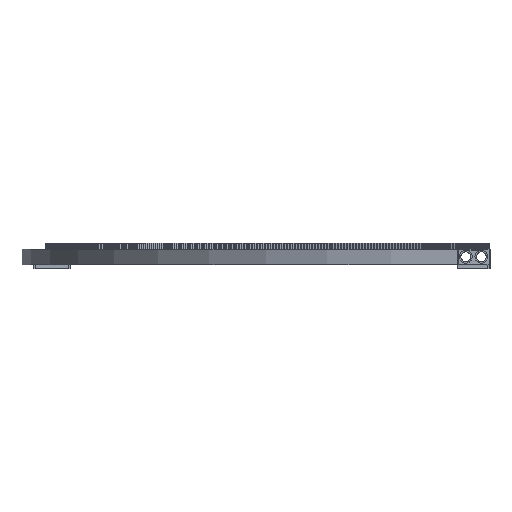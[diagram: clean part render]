
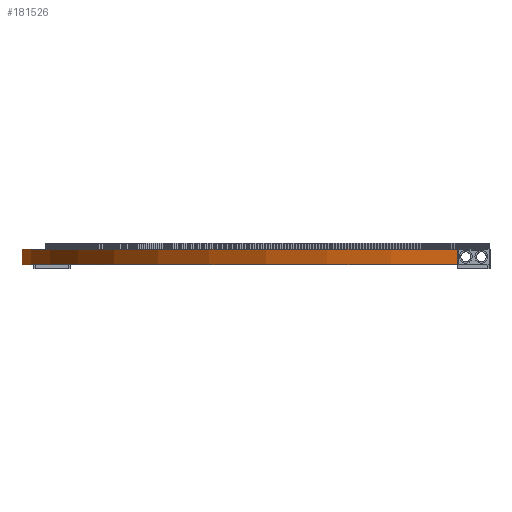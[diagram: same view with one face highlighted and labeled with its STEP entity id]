
A CAD part, left-side view. The second image highlights one B-rep face of the part: STEP entity #181526.
In plain terms, the highlighted cylindrical face has radius 239.9 mm (diameter 479.8 mm), a partial arc.
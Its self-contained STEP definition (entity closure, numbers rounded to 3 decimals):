
#284 = PLANE('',#285);
#285 = AXIS2_PLACEMENT_3D('',#286,#287,#288);
#286 = CARTESIAN_POINT('',(-38.909,38.909,3.4));
#287 = DIRECTION('',(-0.,0.,-1.));
#288 = DIRECTION('',(0.707,0.707,0.));
#65707 = VERTEX_POINT('',#65708);
#65708 = CARTESIAN_POINT('',(-119.883,-103.483,3.4));
#65722 = PLANE('',#65723);
#65723 = AXIS2_PLACEMENT_3D('',#65724,#65725,#65726);
#65724 = CARTESIAN_POINT('',(-72.517,-103.483,-4.4));
#65725 = DIRECTION('',(0.,1.,0.));
#65726 = DIRECTION('',(0.,0.,1.));
#65734 = EDGE_CURVE('',#65707,#65735,#65737,.T.);
#65735 = VERTEX_POINT('',#65736);
#65736 = CARTESIAN_POINT('',(103.483,119.883,3.4));
#65737 = SURFACE_CURVE('',#65738,(#65743,#65750),.PCURVE_S1.);
#65738 = CIRCLE('',#65739,239.9);
#65739 = AXIS2_PLACEMENT_3D('',#65740,#65741,#65742);
#65740 = CARTESIAN_POINT('',(119.483,-119.483,3.4));
#65741 = DIRECTION('',(-0.,0.,-1.));
#65742 = DIRECTION('',(-1.,0.,0.));
#65743 = PCURVE('',#284,#65744);
#65744 = DEFINITIONAL_REPRESENTATION('',(#65745),#65749);
#65745 = CIRCLE('',#65746,239.9);
#65746 = AXIS2_PLACEMENT_2D('',#65747,#65748);
#65747 = CARTESIAN_POINT('',(0.,224.));
#65748 = DIRECTION('',(-0.707,-0.707));
#65749 = ( GEOMETRIC_REPRESENTATION_CONTEXT(2) 
PARAMETRIC_REPRESENTATION_CONTEXT() REPRESENTATION_CONTEXT('2D SPACE',''
  ) );
#65750 = PCURVE('',#65751,#65756);
#65751 = CYLINDRICAL_SURFACE('',#65752,239.9);
#65752 = AXIS2_PLACEMENT_3D('',#65753,#65754,#65755);
#65753 = CARTESIAN_POINT('',(119.483,-119.483,-4.4));
#65754 = DIRECTION('',(0.,-0.,1.));
#65755 = DIRECTION('',(-1.,0.,0.));
#65756 = DEFINITIONAL_REPRESENTATION('',(#65757),#65761);
#65757 = LINE('',#65758,#65759);
#65758 = CARTESIAN_POINT('',(-0.,7.8));
#65759 = VECTOR('',#65760,1.);
#65760 = DIRECTION('',(-1.,0.));
#65761 = ( GEOMETRIC_REPRESENTATION_CONTEXT(2) 
PARAMETRIC_REPRESENTATION_CONTEXT() REPRESENTATION_CONTEXT('2D SPACE',''
  ) );
#65779 = PLANE('',#65780);
#65780 = AXIS2_PLACEMENT_3D('',#65781,#65782,#65783);
#65781 = CARTESIAN_POINT('',(103.483,136.517,-4.4));
#65782 = DIRECTION('',(-1.,0.,0.));
#65783 = DIRECTION('',(0.,0.,1.));
#180903 = PLANE('',#180904);
#180904 = AXIS2_PLACEMENT_3D('',#180905,#180906,#180907);
#180905 = CARTESIAN_POINT('',(-38.909,38.909,-4.4));
#180906 = DIRECTION('',(0.,-0.,1.));
#180907 = DIRECTION('',(0.707,0.707,0.));
#181482 = EDGE_CURVE('',#181483,#65735,#181485,.T.);
#181483 = VERTEX_POINT('',#181484);
#181484 = CARTESIAN_POINT('',(103.483,119.883,-4.4));
#181485 = SURFACE_CURVE('',#181486,(#181490,#181497),.PCURVE_S1.);
#181486 = LINE('',#181487,#181488);
#181487 = CARTESIAN_POINT('',(103.483,119.883,-4.4));
#181488 = VECTOR('',#181489,1.);
#181489 = DIRECTION('',(0.,-0.,1.));
#181490 = PCURVE('',#65779,#181491);
#181491 = DEFINITIONAL_REPRESENTATION('',(#181492),#181496);
#181492 = LINE('',#181493,#181494);
#181493 = CARTESIAN_POINT('',(0.,-16.634));
#181494 = VECTOR('',#181495,1.);
#181495 = DIRECTION('',(1.,0.));
#181496 = ( GEOMETRIC_REPRESENTATION_CONTEXT(2) 
PARAMETRIC_REPRESENTATION_CONTEXT() REPRESENTATION_CONTEXT('2D SPACE',''
  ) );
#181497 = PCURVE('',#65751,#181498);
#181498 = DEFINITIONAL_REPRESENTATION('',(#181499),#181503);
#181499 = LINE('',#181500,#181501);
#181500 = CARTESIAN_POINT('',(-1.504,0.));
#181501 = VECTOR('',#181502,1.);
#181502 = DIRECTION('',(-0.,1.));
#181503 = ( GEOMETRIC_REPRESENTATION_CONTEXT(2) 
PARAMETRIC_REPRESENTATION_CONTEXT() REPRESENTATION_CONTEXT('2D SPACE',''
  ) );
#181526 = ADVANCED_FACE('',(#181527),#65751,.T.);
#181527 = FACE_BOUND('',#181528,.F.);
#181528 = EDGE_LOOP('',(#181529,#181552,#181578,#181579));
#181529 = ORIENTED_EDGE('',*,*,#181530,.F.);
#181530 = EDGE_CURVE('',#181531,#65707,#181533,.T.);
#181531 = VERTEX_POINT('',#181532);
#181532 = CARTESIAN_POINT('',(-119.883,-103.483,-4.4));
#181533 = SURFACE_CURVE('',#181534,(#181538,#181545),.PCURVE_S1.);
#181534 = LINE('',#181535,#181536);
#181535 = CARTESIAN_POINT('',(-119.883,-103.483,-4.4));
#181536 = VECTOR('',#181537,1.);
#181537 = DIRECTION('',(0.,-0.,1.));
#181538 = PCURVE('',#65751,#181539);
#181539 = DEFINITIONAL_REPRESENTATION('',(#181540),#181544);
#181540 = LINE('',#181541,#181542);
#181541 = CARTESIAN_POINT('',(-0.067,0.));
#181542 = VECTOR('',#181543,1.);
#181543 = DIRECTION('',(-0.,1.));
#181544 = ( GEOMETRIC_REPRESENTATION_CONTEXT(2) 
PARAMETRIC_REPRESENTATION_CONTEXT() REPRESENTATION_CONTEXT('2D SPACE',''
  ) );
#181545 = PCURVE('',#65722,#181546);
#181546 = DEFINITIONAL_REPRESENTATION('',(#181547),#181551);
#181547 = LINE('',#181548,#181549);
#181548 = CARTESIAN_POINT('',(0.,-47.366));
#181549 = VECTOR('',#181550,1.);
#181550 = DIRECTION('',(1.,0.));
#181551 = ( GEOMETRIC_REPRESENTATION_CONTEXT(2) 
PARAMETRIC_REPRESENTATION_CONTEXT() REPRESENTATION_CONTEXT('2D SPACE',''
  ) );
#181552 = ORIENTED_EDGE('',*,*,#181553,.T.);
#181553 = EDGE_CURVE('',#181531,#181483,#181554,.T.);
#181554 = SURFACE_CURVE('',#181555,(#181560,#181567),.PCURVE_S1.);
#181555 = CIRCLE('',#181556,239.9);
#181556 = AXIS2_PLACEMENT_3D('',#181557,#181558,#181559);
#181557 = CARTESIAN_POINT('',(119.483,-119.483,-4.4));
#181558 = DIRECTION('',(-0.,0.,-1.));
#181559 = DIRECTION('',(-1.,0.,0.));
#181560 = PCURVE('',#65751,#181561);
#181561 = DEFINITIONAL_REPRESENTATION('',(#181562),#181566);
#181562 = LINE('',#181563,#181564);
#181563 = CARTESIAN_POINT('',(-0.,0.));
#181564 = VECTOR('',#181565,1.);
#181565 = DIRECTION('',(-1.,0.));
#181566 = ( GEOMETRIC_REPRESENTATION_CONTEXT(2) 
PARAMETRIC_REPRESENTATION_CONTEXT() REPRESENTATION_CONTEXT('2D SPACE',''
  ) );
#181567 = PCURVE('',#180903,#181568);
#181568 = DEFINITIONAL_REPRESENTATION('',(#181569),#181577);
#181569 = ( BOUNDED_CURVE() B_SPLINE_CURVE(2,(#181570,#181571,#181572,
    #181573,#181574,#181575,#181576),.UNSPECIFIED.,.T.,.F.) 
B_SPLINE_CURVE_WITH_KNOTS((1,2,2,2,2,1),(-2.094,0.,
    2.094,4.189,6.283,8.378),
.UNSPECIFIED.) CURVE() GEOMETRIC_REPRESENTATION_ITEM() 
RATIONAL_B_SPLINE_CURVE((1.,0.5,1.,0.5,1.,0.5,1.)) REPRESENTATION_ITEM(
  '') );
#181570 = CARTESIAN_POINT('',(-169.635,-54.365));
#181571 = CARTESIAN_POINT('',(124.181,239.451));
#181572 = CARTESIAN_POINT('',(231.726,-161.909));
#181573 = CARTESIAN_POINT('',(339.27,-563.27));
#181574 = CARTESIAN_POINT('',(-62.091,-455.726));
#181575 = CARTESIAN_POINT('',(-463.451,-348.181));
#181576 = CARTESIAN_POINT('',(-169.635,-54.365));
#181577 = ( GEOMETRIC_REPRESENTATION_CONTEXT(2) 
PARAMETRIC_REPRESENTATION_CONTEXT() REPRESENTATION_CONTEXT('2D SPACE',''
  ) );
#181578 = ORIENTED_EDGE('',*,*,#181482,.T.);
#181579 = ORIENTED_EDGE('',*,*,#65734,.F.);
